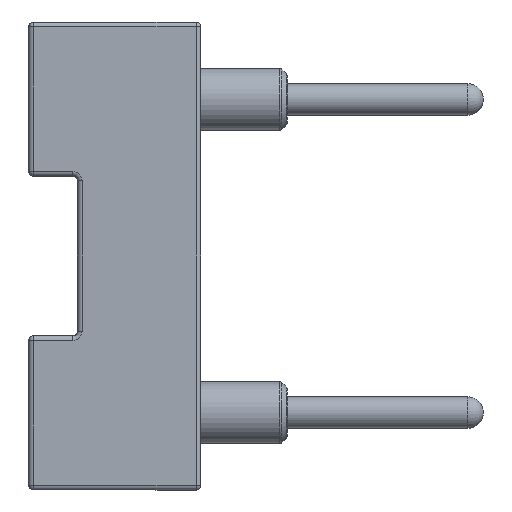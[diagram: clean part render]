
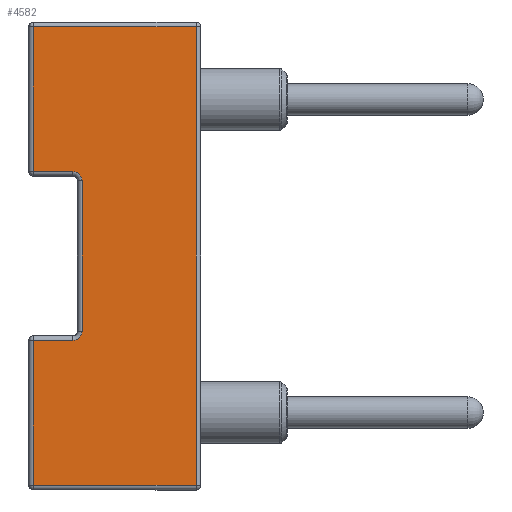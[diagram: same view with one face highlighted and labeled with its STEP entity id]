
A CAD part, left-side view. The second image highlights one B-rep face of the part: STEP entity #4582.
In plain terms, the highlighted planar face has unit normal (-1, 0, 0).
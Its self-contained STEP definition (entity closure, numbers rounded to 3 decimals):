
#92 = VERTEX_POINT ( 'NONE', #5927 ) ;
#123 = VERTEX_POINT ( 'NONE', #2675 ) ;
#124 = CARTESIAN_POINT ( 'NONE',  ( -6.325, 2.075, 1.22 ) ) ;
#143 = EDGE_CURVE ( 'NONE', #5128, #4160, #2460, .T. ) ;
#222 = LINE ( 'NONE', #6942, #4343 ) ;
#259 = ORIENTED_EDGE ( 'NONE', *, *, #2789, .T. ) ;
#433 = CARTESIAN_POINT ( 'NONE',  ( -6.325, 1.925, 0. ) ) ;
#476 = CARTESIAN_POINT ( 'NONE',  ( -6.325, 2.715, 0. ) ) ;
#518 = ORIENTED_EDGE ( 'NONE', *, *, #2946, .F. ) ;
#666 = DIRECTION ( 'NONE',  ( 0., 0., -1. ) ) ;
#735 = VECTOR ( 'NONE', #4239, 1000. ) ;
#771 = CIRCLE ( 'NONE', #6347, 0.15 ) ;
#827 = ORIENTED_EDGE ( 'NONE', *, *, #2252, .T. ) ;
#946 = CARTESIAN_POINT ( 'NONE',  ( -6.325, 0., 1.37 ) ) ;
#1046 = VECTOR ( 'NONE', #5414, 1000. ) ;
#1222 = PLANE ( 'NONE',  #5357 ) ;
#1244 = DIRECTION ( 'NONE',  ( 0., 0., -1. ) ) ;
#1439 = VERTEX_POINT ( 'NONE', #4447 ) ;
#1488 = EDGE_CURVE ( 'NONE', #3945, #1439, #771, .T. ) ;
#1669 = CARTESIAN_POINT ( 'NONE',  ( -6.325, 0., 3.72 ) ) ;
#1717 = VERTEX_POINT ( 'NONE', #6863 ) ;
#1726 = VECTOR ( 'NONE', #1896, 1000. ) ;
#1896 = DIRECTION ( 'NONE',  ( 0., -1., 0. ) ) ;
#2252 = EDGE_CURVE ( 'NONE', #5470, #2950, #3271, .T. ) ;
#2293 = CARTESIAN_POINT ( 'NONE',  ( -6.325, 0., 0. ) ) ;
#2324 = LINE ( 'NONE', #476, #735 ) ;
#2460 = LINE ( 'NONE', #1669, #1046 ) ;
#2582 = DIRECTION ( 'NONE',  ( 0., 0., -1. ) ) ;
#2613 = ORIENTED_EDGE ( 'NONE', *, *, #3866, .T. ) ;
#2631 = LINE ( 'NONE', #433, #5338 ) ;
#2675 = CARTESIAN_POINT ( 'NONE',  ( -6.325, 2.075, 1.37 ) ) ;
#2789 = EDGE_CURVE ( 'NONE', #4160, #92, #2324, .T. ) ;
#2878 = DIRECTION ( 'NONE',  ( -1., 0., 0. ) ) ;
#2889 = LINE ( 'NONE', #5871, #5596 ) ;
#2946 = EDGE_CURVE ( 'NONE', #1717, #123, #6900, .T. ) ;
#2950 = VERTEX_POINT ( 'NONE', #6588 ) ;
#2955 = CARTESIAN_POINT ( 'NONE',  ( -6.325, 2.715, 3.72 ) ) ;
#2987 = AXIS2_PLACEMENT_3D ( 'NONE', #124, #3886, #666 ) ;
#3004 = CARTESIAN_POINT ( 'NONE',  ( -6.325, 0.075, -3.72 ) ) ;
#3106 = VECTOR ( 'NONE', #6811, 1000. ) ;
#3271 = LINE ( 'NONE', #6857, #3106 ) ;
#3641 = LINE ( 'NONE', #6710, #1726 ) ;
#3767 = CARTESIAN_POINT ( 'NONE',  ( -6.325, 2.715, -1.37 ) ) ;
#3772 = ORIENTED_EDGE ( 'NONE', *, *, #143, .T. ) ;
#3794 = ORIENTED_EDGE ( 'NONE', *, *, #5346, .T. ) ;
#3856 = ORIENTED_EDGE ( 'NONE', *, *, #5733, .T. ) ;
#3866 = EDGE_CURVE ( 'NONE', #3945, #5470, #222, .T. ) ;
#3886 = DIRECTION ( 'NONE',  ( -1., 0., 0. ) ) ;
#3923 = VECTOR ( 'NONE', #6341, 1000. ) ;
#3945 = VERTEX_POINT ( 'NONE', #4355 ) ;
#4007 = ORIENTED_EDGE ( 'NONE', *, *, #1488, .F. ) ;
#4085 = FACE_OUTER_BOUND ( 'NONE', #6007, .T. ) ;
#4160 = VERTEX_POINT ( 'NONE', #2955 ) ;
#4239 = DIRECTION ( 'NONE',  ( 0., 0., -1. ) ) ;
#4343 = VECTOR ( 'NONE', #4806, 1000. ) ;
#4355 = CARTESIAN_POINT ( 'NONE',  ( -6.325, 2.075, -1.37 ) ) ;
#4374 = EDGE_CURVE ( 'NONE', #6103, #5128, #2889, .T. ) ;
#4447 = CARTESIAN_POINT ( 'NONE',  ( -6.325, 1.925, -1.22 ) ) ;
#4461 = DIRECTION ( 'NONE',  ( 1., 0., 0. ) ) ;
#4582 = ADVANCED_FACE ( 'NONE', ( #4085 ), #1222, .F. ) ;
#4806 = DIRECTION ( 'NONE',  ( 0., 1., 0. ) ) ;
#4831 = EDGE_CURVE ( 'NONE', #92, #123, #5344, .T. ) ;
#5090 = CARTESIAN_POINT ( 'NONE',  ( -6.325, 0.075, 3.72 ) ) ;
#5128 = VERTEX_POINT ( 'NONE', #5090 ) ;
#5338 = VECTOR ( 'NONE', #2582, 1000. ) ;
#5344 = LINE ( 'NONE', #946, #3923 ) ;
#5346 = EDGE_CURVE ( 'NONE', #1717, #1439, #2631, .T. ) ;
#5357 = AXIS2_PLACEMENT_3D ( 'NONE', #2293, #4461, #1244 ) ;
#5414 = DIRECTION ( 'NONE',  ( 0., 1., 0. ) ) ;
#5470 = VERTEX_POINT ( 'NONE', #3767 ) ;
#5596 = VECTOR ( 'NONE', #6416, 1000. ) ;
#5733 = EDGE_CURVE ( 'NONE', #2950, #6103, #3641, .T. ) ;
#5871 = CARTESIAN_POINT ( 'NONE',  ( -6.325, 0.075, 0. ) ) ;
#5927 = CARTESIAN_POINT ( 'NONE',  ( -6.325, 2.715, 1.37 ) ) ;
#6007 = EDGE_LOOP ( 'NONE', ( #259, #6030, #518, #3794, #4007, #2613, #827, #3856, #6016, #3772 ) ) ;
#6016 = ORIENTED_EDGE ( 'NONE', *, *, #4374, .T. ) ;
#6030 = ORIENTED_EDGE ( 'NONE', *, *, #4831, .T. ) ;
#6103 = VERTEX_POINT ( 'NONE', #3004 ) ;
#6138 = CARTESIAN_POINT ( 'NONE',  ( -6.325, 2.075, -1.22 ) ) ;
#6341 = DIRECTION ( 'NONE',  ( 0., -1., 0. ) ) ;
#6347 = AXIS2_PLACEMENT_3D ( 'NONE', #6138, #2878, #6680 ) ;
#6416 = DIRECTION ( 'NONE',  ( 0., 0., 1. ) ) ;
#6588 = CARTESIAN_POINT ( 'NONE',  ( -6.325, 2.715, -3.72 ) ) ;
#6680 = DIRECTION ( 'NONE',  ( 0., 0., -1. ) ) ;
#6710 = CARTESIAN_POINT ( 'NONE',  ( -6.325, 0., -3.72 ) ) ;
#6811 = DIRECTION ( 'NONE',  ( 0., 0., -1. ) ) ;
#6857 = CARTESIAN_POINT ( 'NONE',  ( -6.325, 2.715, 0. ) ) ;
#6863 = CARTESIAN_POINT ( 'NONE',  ( -6.325, 1.925, 1.22 ) ) ;
#6900 = CIRCLE ( 'NONE', #2987, 0.15 ) ;
#6942 = CARTESIAN_POINT ( 'NONE',  ( -6.325, 0., -1.37 ) ) ;
